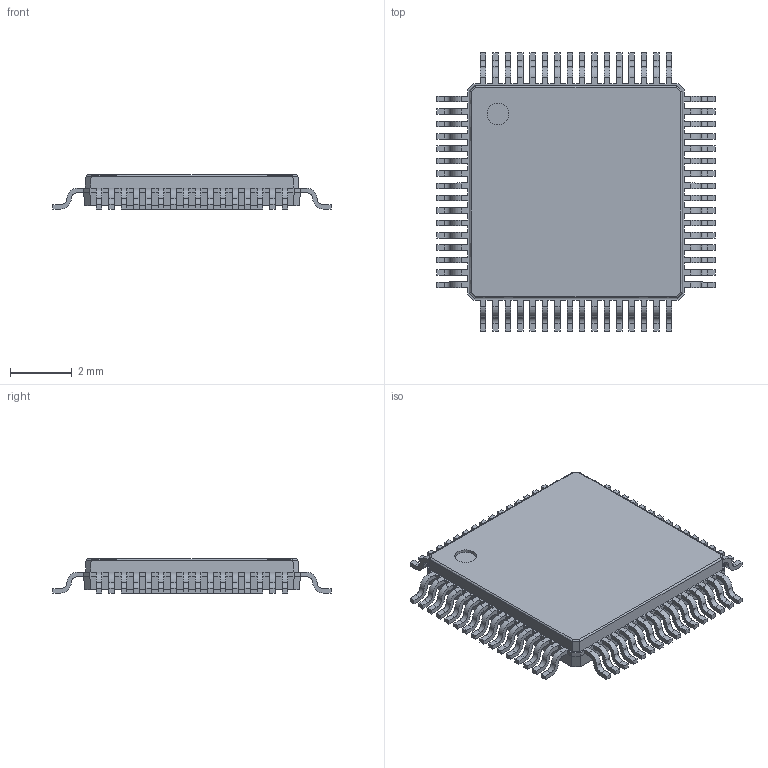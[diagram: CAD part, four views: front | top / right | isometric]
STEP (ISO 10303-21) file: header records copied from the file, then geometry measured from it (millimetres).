
FILE_DESCRIPTION(/* description */ ('model of EQFP-64-1EP_7x7mm_P0.4mm_EP4.5x4.5mm'),/* implementation_level */ '2;1');
FILE_NAME(/* name */ 'EQFP-64-1EP_7x7mm_P0.4mm_EP4.5x4.5mm.step',/* time_stamp */ '2020-03-01T23:07:30',/* author */ ('kicad StepUp','ksu'),/* organization */ ('FreeCAD'),/* preprocessor_version */ 'OCC',/* originating_system */ 'kicad StepUp',/* authorisation */ '');
FILE_SCHEMA(('AUTOMOTIVE_DESIGN { 1 0 10303 214 1 1 1 1 }'));
Products named in the file (1): EQFP_64_1EP_7x7mm_P04mm_EP45x45mm
Bounding box: 9 x 9 x 1.1 mm (x, y, z)
Volume: 52.2 mm3; surface area: 179.9 mm2
Topology: 1 solids, 1 shells, 1009 faces, 2727 edges, 1722 vertices
Faces by surface type: plane 656, cylinder 257, bspline 96
Full cylindrical faces by diameter (mm): 0.7 x1
Entity records: 74681 total; most frequent: CARTESIAN_POINT 13879, DIRECTION 9827, LINE 6713, VECTOR 6713, ORIENTED_EDGE 5454, PCURVE 5454, DEFINITIONAL_REPRESENTATION 5454, EDGE_CURVE 2727
